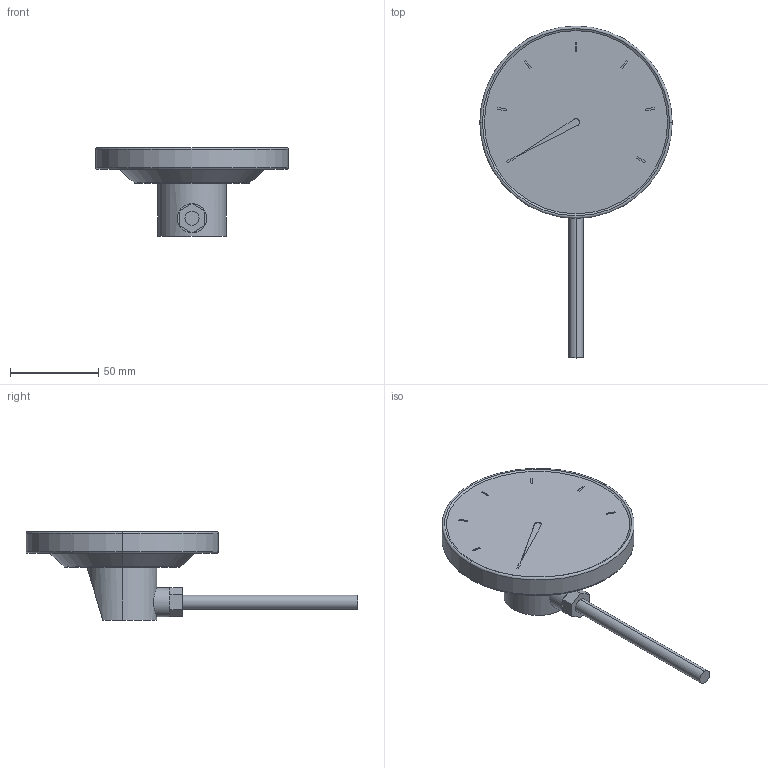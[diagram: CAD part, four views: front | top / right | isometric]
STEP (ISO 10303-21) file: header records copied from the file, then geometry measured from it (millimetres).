
FILE_DESCRIPTION (( 'STEP AP203' ), '1' );
FILE_NAME ('TU 100.STEP', '2013-02-20T11:21:50', ( 'Uzivatel' ), ( 'HP' ), 'SwSTEP 2.0', 'SolidWorks 2012', '' );
FILE_SCHEMA (( 'CONFIG_CONTROL_DESIGN' ));
Length unit declared in the file: millimetre
Products named in the file (1): TU 100
Bounding box: 109 x 188 x 50.27 mm (x, y, z)
Volume: 183213.8 mm3; surface area: 30166.7 mm2
Topology: 1 solids, 1 shells, 77 faces, 167 edges, 104 vertices
Faces by surface type: plane 57, cylinder 10, torus 6, cone 4
Entity records: 2229 total; most frequent: CARTESIAN_POINT 442, DIRECTION 361, ORIENTED_EDGE 334, EDGE_CURVE 167, LINE 123, VECTOR 123, AXIS2_PLACEMENT_3D 119, VERTEX_POINT 104
